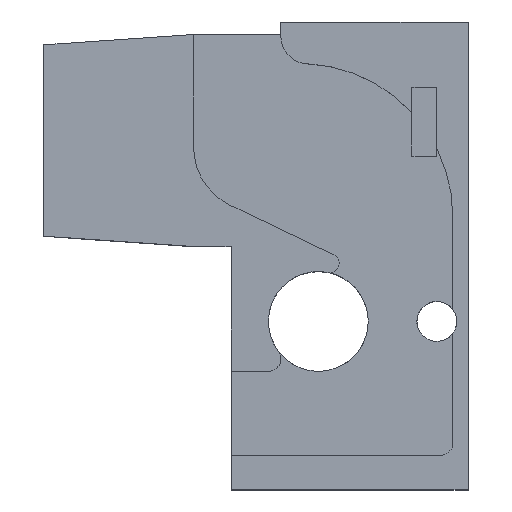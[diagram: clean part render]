
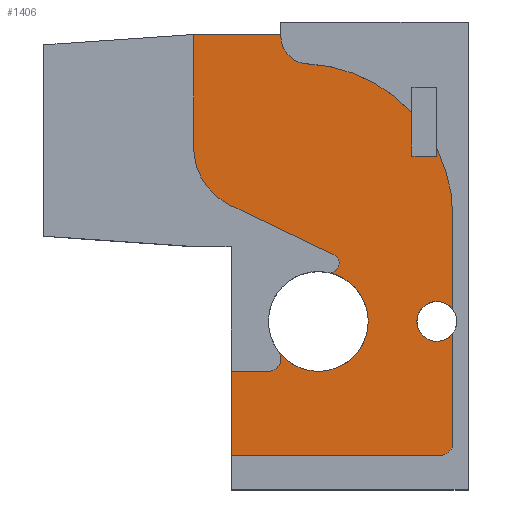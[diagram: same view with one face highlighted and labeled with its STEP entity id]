
A CAD part, top view. The second image highlights one B-rep face of the part: STEP entity #1406.
In plain terms, the highlighted planar face has unit normal (0, 0, 1).
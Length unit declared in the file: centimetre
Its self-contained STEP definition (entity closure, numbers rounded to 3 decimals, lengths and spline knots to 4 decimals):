
#35=LINE('',#2047,#168);
#88=LINE('',#2227,#221);
#92=LINE('',#2241,#225);
#97=LINE('',#2254,#230);
#99=LINE('',#2258,#232);
#101=LINE('',#2261,#234);
#124=LINE('',#2330,#257);
#132=LINE('',#2345,#265);
#133=LINE('',#2347,#266);
#134=LINE('',#2351,#267);
#135=LINE('',#2359,#268);
#136=LINE('',#2360,#269);
#168=VECTOR('',#1644,100.);
#221=VECTOR('',#1783,100.);
#225=VECTOR('',#1797,100.);
#230=VECTOR('',#1810,100.);
#232=VECTOR('',#1814,100.);
#234=VECTOR('',#1818,100.);
#257=VECTOR('',#1889,100.);
#265=VECTOR('',#1901,100.);
#266=VECTOR('',#1902,100.);
#267=VECTOR('',#1905,100.);
#268=VECTOR('',#1912,100.);
#269=VECTOR('',#1913,100.);
#326=PLANE('',#1538);
#432=FACE_OUTER_BOUND('',#534,.T.);
#534=EDGE_LOOP('',(#1214,#1215,#1216,#1217,#1218,#1219,#1220,#1221,#1222,
#1223,#1224,#1225,#1226,#1227,#1228,#1229,#1230,#1231,#1232,#1233,#1234));
#583=CIRCLE('',#1461,1.229);
#584=CIRCLE('',#1463,1.229);
#599=CIRCLE('',#1503,0.16);
#603=CIRCLE('',#1509,0.1);
#611=CIRCLE('',#1534,0.218);
#613=CIRCLE('',#1539,0.512);
#614=CIRCLE('',#1540,0.075);
#615=CIRCLE('',#1541,0.4);
#616=CIRCLE('',#1542,0.1);
#629=VERTEX_POINT('',#2000);
#647=VERTEX_POINT('',#2046);
#649=VERTEX_POINT('',#2052);
#652=VERTEX_POINT('',#2057);
#654=VERTEX_POINT('',#2062);
#655=VERTEX_POINT('',#2064);
#706=VERTEX_POINT('',#2226);
#708=VERTEX_POINT('',#2232);
#711=VERTEX_POINT('',#2240);
#714=VERTEX_POINT('',#2248);
#715=VERTEX_POINT('',#2253);
#716=VERTEX_POINT('',#2257);
#737=VERTEX_POINT('',#2324);
#738=VERTEX_POINT('',#2329);
#744=VERTEX_POINT('',#2346);
#745=VERTEX_POINT('',#2348);
#746=VERTEX_POINT('',#2350);
#747=VERTEX_POINT('',#2352);
#748=VERTEX_POINT('',#2354);
#749=VERTEX_POINT('',#2356);
#750=VERTEX_POINT('',#2358);
#785=EDGE_CURVE('',#647,#629,#35,.T.);
#791=EDGE_CURVE('',#652,#649,#583,.T.);
#793=EDGE_CURVE('',#654,#655,#584,.T.);
#859=EDGE_CURVE('',#655,#706,#88,.T.);
#862=EDGE_CURVE('',#708,#706,#599,.T.);
#866=EDGE_CURVE('',#708,#711,#92,.T.);
#870=EDGE_CURVE('',#711,#714,#603,.T.);
#873=EDGE_CURVE('',#649,#715,#97,.T.);
#875=EDGE_CURVE('',#715,#716,#99,.T.);
#877=EDGE_CURVE('',#716,#654,#101,.T.);
#907=EDGE_CURVE('',#737,#652,#611,.T.);
#909=EDGE_CURVE('',#714,#738,#124,.T.);
#917=EDGE_CURVE('',#647,#737,#132,.T.);
#918=EDGE_CURVE('',#744,#629,#133,.T.);
#919=EDGE_CURVE('',#745,#744,#613,.T.);
#920=EDGE_CURVE('',#746,#745,#134,.T.);
#921=EDGE_CURVE('',#747,#746,#614,.T.);
#922=EDGE_CURVE('',#747,#748,#615,.T.);
#923=EDGE_CURVE('',#749,#748,#616,.T.);
#924=EDGE_CURVE('',#750,#749,#135,.T.);
#925=EDGE_CURVE('',#750,#738,#136,.T.);
#1214=ORIENTED_EDGE('',*,*,#793,.F.);
#1215=ORIENTED_EDGE('',*,*,#877,.F.);
#1216=ORIENTED_EDGE('',*,*,#875,.F.);
#1217=ORIENTED_EDGE('',*,*,#873,.F.);
#1218=ORIENTED_EDGE('',*,*,#791,.F.);
#1219=ORIENTED_EDGE('',*,*,#907,.F.);
#1220=ORIENTED_EDGE('',*,*,#917,.F.);
#1221=ORIENTED_EDGE('',*,*,#785,.T.);
#1222=ORIENTED_EDGE('',*,*,#918,.F.);
#1223=ORIENTED_EDGE('',*,*,#919,.F.);
#1224=ORIENTED_EDGE('',*,*,#920,.F.);
#1225=ORIENTED_EDGE('',*,*,#921,.F.);
#1226=ORIENTED_EDGE('',*,*,#922,.T.);
#1227=ORIENTED_EDGE('',*,*,#923,.F.);
#1228=ORIENTED_EDGE('',*,*,#924,.F.);
#1229=ORIENTED_EDGE('',*,*,#925,.T.);
#1230=ORIENTED_EDGE('',*,*,#909,.F.);
#1231=ORIENTED_EDGE('',*,*,#870,.F.);
#1232=ORIENTED_EDGE('',*,*,#866,.F.);
#1233=ORIENTED_EDGE('',*,*,#862,.T.);
#1234=ORIENTED_EDGE('',*,*,#859,.F.);
#1406=ADVANCED_FACE('',(#432),#326,.T.);
#1461=AXIS2_PLACEMENT_3D('',#2059,#1653,#1654);
#1463=AXIS2_PLACEMENT_3D('',#2065,#1658,#1659);
#1503=AXIS2_PLACEMENT_3D('',#2233,#1788,#1789);
#1509=AXIS2_PLACEMENT_3D('',#2249,#1804,#1805);
#1534=AXIS2_PLACEMENT_3D('',#2326,#1883,#1884);
#1538=AXIS2_PLACEMENT_3D('',#2344,#1899,#1900);
#1539=AXIS2_PLACEMENT_3D('',#2349,#1903,#1904);
#1540=AXIS2_PLACEMENT_3D('',#2353,#1906,#1907);
#1541=AXIS2_PLACEMENT_3D('',#2355,#1908,#1909);
#1542=AXIS2_PLACEMENT_3D('',#2357,#1910,#1911);
#1644=DIRECTION('',(-1.,0.,0.));
#1653=DIRECTION('center_axis',(0.,0.,
-1.));
#1654=DIRECTION('ref_axis',(-1.,-0.001,0.));
#1658=DIRECTION('center_axis',(0.,0.,
-1.));
#1659=DIRECTION('ref_axis',(-1.,-0.001,0.));
#1783=DIRECTION('',(0.001,-1.,0.));
#1788=DIRECTION('center_axis',(0.,0.,
-1.));
#1789=DIRECTION('ref_axis',(1.,0.,0.));
#1797=DIRECTION('',(0.,-1.,0.));
#1804=DIRECTION('center_axis',(0.,0.,
-1.));
#1805=DIRECTION('ref_axis',(0.707,-0.707,0.));
#1810=DIRECTION('',(0.,-1.,0.));
#1814=DIRECTION('',(1.,0.,0.));
#1818=DIRECTION('',(0.,1.,0.));
#1883=DIRECTION('center_axis',(0.,0.,
1.));
#1884=DIRECTION('ref_axis',(-0.707,-0.707,0.));
#1889=DIRECTION('',(-1.,0.,0.));
#1899=DIRECTION('center_axis',(0.,0.,
1.));
#1900=DIRECTION('ref_axis',(0.,-1.,0.));
#1901=DIRECTION('',(0.,-1.,0.));
#1902=DIRECTION('',(0.,1.,0.));
#1903=DIRECTION('center_axis',(0.,0.,
-1.));
#1904=DIRECTION('ref_axis',(-0.846,-0.533,0.));
#1905=DIRECTION('',(-0.902,0.432,0.));
#1906=DIRECTION('center_axis',(0.,0.,
1.));
#1907=DIRECTION('ref_axis',(-0.432,-0.902,0.));
#1908=DIRECTION('center_axis',(0.,0.,
-1.));
#1909=DIRECTION('ref_axis',(1.,0.,0.));
#1910=DIRECTION('center_axis',(0.,0.,
1.));
#1911=DIRECTION('ref_axis',(0.894,-0.447,0.));
#1912=DIRECTION('',(1.,0.,0.));
#1913=DIRECTION('',(0.,-1.,0.));
#2000=CARTESIAN_POINT('',(-2.0698,4.8778,1.3001));
#2046=CARTESIAN_POINT('',(-1.3701,4.8778,1.3001));
#2047=CARTESIAN_POINT('',(-0.8697,4.8778,1.3001));
#2052=CARTESIAN_POINT('',(-0.3197,4.2519,1.3001));
#2057=CARTESIAN_POINT('',(-1.1624,4.6434,1.3001));
#2059=CARTESIAN_POINT('Origin',(-1.2205,3.4158,1.3001));
#2062=CARTESIAN_POINT('',(-0.1197,3.9624,1.3001));
#2064=CARTESIAN_POINT('',(0.0085,3.4169,1.3001));
#2065=CARTESIAN_POINT('Origin',(-1.2205,3.4158,1.3001));
#2226=CARTESIAN_POINT('',(0.0092,2.6728,1.3001));
#2227=CARTESIAN_POINT('',(0.0093,2.5467,1.3001));
#2232=CARTESIAN_POINT('',(0.0083,2.4816,1.3001));
#2233=CARTESIAN_POINT('Origin',(-0.1196,2.5778,1.3001));
#2240=CARTESIAN_POINT('',(0.0083,1.6028,1.3001));
#2241=CARTESIAN_POINT('',(0.0083,1.9465,1.3001));
#2248=CARTESIAN_POINT('',(-0.0917,1.5028,1.3001));
#2249=CARTESIAN_POINT('Origin',(-0.0917,1.6028,1.3001));
#2253=CARTESIAN_POINT('',(-0.3197,3.9028,1.3001));
#2254=CARTESIAN_POINT('',(-0.3197,2.8903,1.3001));
#2257=CARTESIAN_POINT('',(-0.1197,3.9028,1.3001));
#2258=CARTESIAN_POINT('',(-0.2197,3.9028,1.3001));
#2261=CARTESIAN_POINT('',(-0.1197,3.0965,1.3001));
#2324=CARTESIAN_POINT('',(-1.3701,4.8612,1.3001));
#2326=CARTESIAN_POINT('Origin',(-1.1521,4.8612,1.3001));
#2329=CARTESIAN_POINT('',(-1.7696,1.5028,1.3001));
#2330=CARTESIAN_POINT('',(-0.2197,1.5028,1.3001));
#2344=CARTESIAN_POINT('Origin',(-0.2197,1.6028,1.3001));
#2345=CARTESIAN_POINT('',(-1.3701,3.084,1.3001));
#2346=CARTESIAN_POINT('',(-2.0697,3.9721,1.3001));
#2347=CARTESIAN_POINT('',(-2.0697,2.909,1.3001));
#2348=CARTESIAN_POINT('',(-1.7788,3.5103,1.3001));
#2349=CARTESIAN_POINT('Origin',(-1.5577,3.9721,1.3001));
#2350=CARTESIAN_POINT('',(-0.9455,3.1115,1.3001));
#2351=CARTESIAN_POINT('',(-0.5446,2.9195,1.3001));
#2352=CARTESIAN_POINT('',(-0.9924,2.9702,1.3001));
#2353=CARTESIAN_POINT('Origin',(-0.9779,3.0438,1.3001));
#2354=CARTESIAN_POINT('',(-1.3898,2.3378,1.3001));
#2355=CARTESIAN_POINT('Origin',(-1.0698,2.5778,1.3001));
#2356=CARTESIAN_POINT('',(-1.4698,2.1778,1.3001));
#2357=CARTESIAN_POINT('Origin',(-1.4698,2.2778,1.3001));
#2358=CARTESIAN_POINT('',(-1.7696,2.1778,1.3001));
#2359=CARTESIAN_POINT('',(-0.8197,2.1778,1.3001));
#2360=CARTESIAN_POINT('',(-1.7696,1.9028,1.3001));
